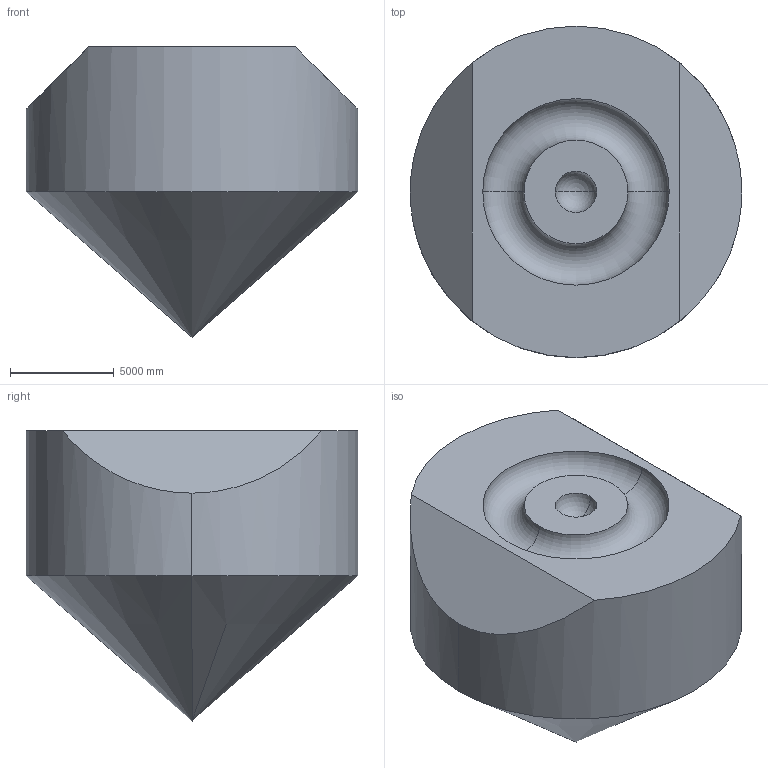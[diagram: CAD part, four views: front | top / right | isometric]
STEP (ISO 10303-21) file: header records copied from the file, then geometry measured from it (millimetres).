
FILE_DESCRIPTION(('produced by SPATIAL CORP'),'2;1');
FILE_NAME( 'ptsex_210.step.hh.sat.stp','2002-04-22T10:03:34+00:00',('SPATIAL CORP'),('SPATIAL CORP' ),'ACIS STEP Husk','http://www.spatial.com','SPATIAL CORP');
FILE_SCHEMA(('CONFIG_CONTROL_DESIGN'));
Length unit declared in the file: millimetre
Products named in the file (1): PRODUCT_ID_1
Bounding box: 16000 x 16000 x 14000 mm (x, y, z)
Volume: 1776175672579.4 mm3; surface area: 813417892.2 mm2
Topology: 1 solids, 1 shells, 12 faces, 28 edges, 16 vertices
Faces by surface type: plane 4, cone 2, sphere 2, cylinder 2, torus 2
Entity records: 366 total; most frequent: DIRECTION 48, ORIENTED_EDGE 48, CARTESIAN_POINT 43, EDGE_CURVE 24, AXIS2_PLACEMENT_3D 21, VERTEX_POINT 16, EDGE_LOOP 14, FACE_BOUND 14
